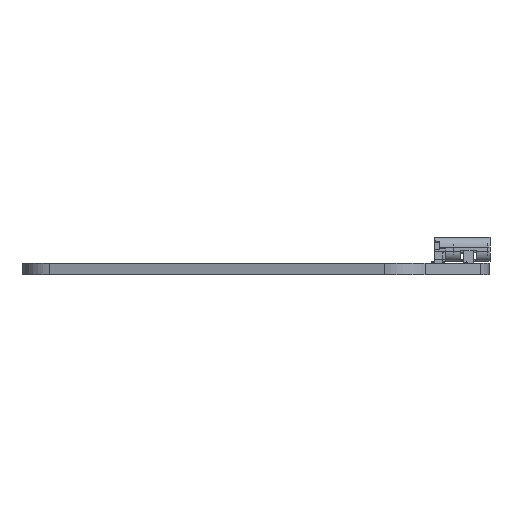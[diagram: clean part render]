
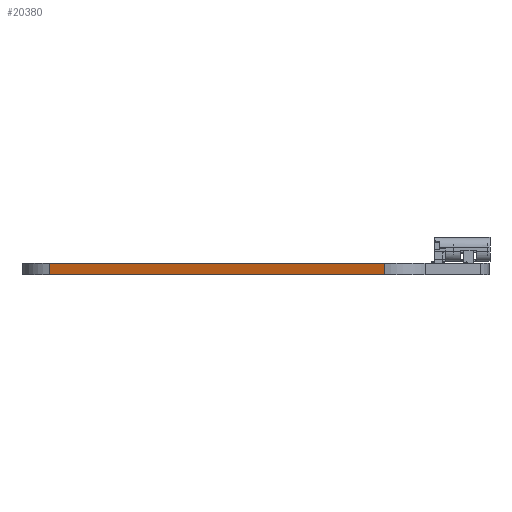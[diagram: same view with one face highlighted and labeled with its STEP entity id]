
A CAD part, left-side view. The second image highlights one B-rep face of the part: STEP entity #20380.
In plain terms, the highlighted planar face has unit normal (-0.954, 0.299, 0).
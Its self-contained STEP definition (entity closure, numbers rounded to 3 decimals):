
#19094 = VERTEX_POINT('',#19095);
#19095 = CARTESIAN_POINT('',(118.464,-64.284,0.));
#19101 = EDGE_CURVE('',#19102,#19094,#19104,.T.);
#19102 = VERTEX_POINT('',#19103);
#19103 = CARTESIAN_POINT('',(104.588,-108.575,0.));
#19104 = LINE('',#19105,#19106);
#19105 = CARTESIAN_POINT('',(104.588,-108.575,0.));
#19106 = VECTOR('',#19107,1.);
#19107 = DIRECTION('',(0.299,0.954,0.));
#19621 = VERTEX_POINT('',#19622);
#19622 = CARTESIAN_POINT('',(118.464,-64.284,1.51));
#19628 = EDGE_CURVE('',#19629,#19621,#19631,.T.);
#19629 = VERTEX_POINT('',#19630);
#19630 = CARTESIAN_POINT('',(104.588,-108.575,1.51));
#19631 = LINE('',#19632,#19633);
#19632 = CARTESIAN_POINT('',(104.588,-108.575,1.51));
#19633 = VECTOR('',#19634,1.);
#19634 = DIRECTION('',(0.299,0.954,0.));
#20350 = EDGE_CURVE('',#19094,#19621,#20351,.T.);
#20351 = LINE('',#20352,#20353);
#20352 = CARTESIAN_POINT('',(118.464,-64.284,0.));
#20353 = VECTOR('',#20354,1.);
#20354 = DIRECTION('',(0.,0.,1.));
#20380 = ADVANCED_FACE('',(#20381),#20392,.T.);
#20381 = FACE_BOUND('',#20382,.T.);
#20382 = EDGE_LOOP('',(#20383,#20389,#20390,#20391));
#20383 = ORIENTED_EDGE('',*,*,#20384,.T.);
#20384 = EDGE_CURVE('',#19102,#19629,#20385,.T.);
#20385 = LINE('',#20386,#20387);
#20386 = CARTESIAN_POINT('',(104.588,-108.575,0.));
#20387 = VECTOR('',#20388,1.);
#20388 = DIRECTION('',(0.,0.,1.));
#20389 = ORIENTED_EDGE('',*,*,#19628,.T.);
#20390 = ORIENTED_EDGE('',*,*,#20350,.F.);
#20391 = ORIENTED_EDGE('',*,*,#19101,.F.);
#20392 = PLANE('',#20393);
#20393 = AXIS2_PLACEMENT_3D('',#20394,#20395,#20396);
#20394 = CARTESIAN_POINT('',(104.588,-108.575,0.));
#20395 = DIRECTION('',(-0.954,0.299,0.));
#20396 = DIRECTION('',(0.299,0.954,0.));
